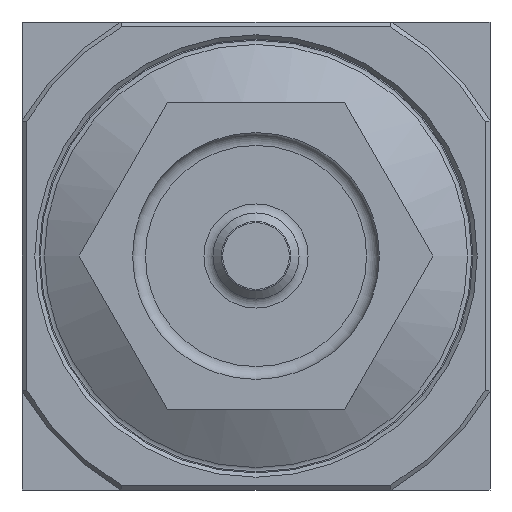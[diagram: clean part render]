
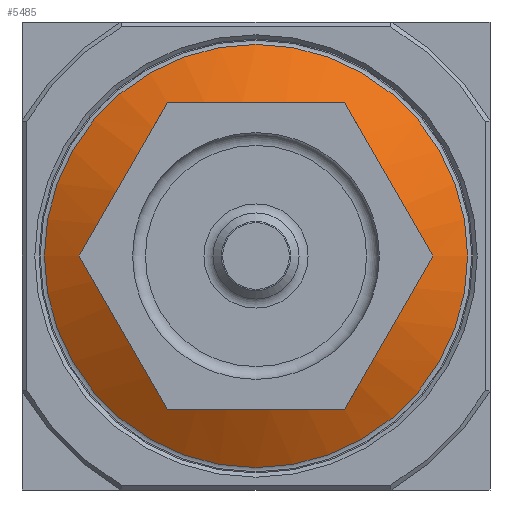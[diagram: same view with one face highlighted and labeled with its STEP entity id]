
A CAD part, front view. The second image highlights one B-rep face of the part: STEP entity #5485.
In plain terms, the highlighted conical face has half-angle 60 degrees and reference radius 24.869 mm.
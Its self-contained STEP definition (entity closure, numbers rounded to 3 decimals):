
#39=CONICAL_SURFACE('',#5900,24.869,1.047);
#756=CIRCLE('',#5901,24.869);
#1423=ORIENTED_EDGE('',*,*,#2398,.F.);
#1424=ORIENTED_EDGE('',*,*,#2399,.F.);
#1425=ORIENTED_EDGE('',*,*,#2400,.F.);
#1426=ORIENTED_EDGE('',*,*,#2401,.F.);
#1427=ORIENTED_EDGE('',*,*,#2402,.F.);
#1428=ORIENTED_EDGE('',*,*,#2403,.F.);
#1429=ORIENTED_EDGE('',*,*,#2404,.T.);
#2398=EDGE_CURVE('',#2861,#2862,#3110,.T.);
#2399=EDGE_CURVE('',#2863,#2861,#3111,.T.);
#2400=EDGE_CURVE('',#2864,#2863,#3112,.T.);
#2401=EDGE_CURVE('',#2865,#2864,#3113,.T.);
#2402=EDGE_CURVE('',#2866,#2865,#3114,.T.);
#2403=EDGE_CURVE('',#2862,#2866,#3115,.T.);
#2404=EDGE_CURVE('',#2867,#2867,#756,.T.);
#2861=VERTEX_POINT('',#8590);
#2862=VERTEX_POINT('',#8591);
#2863=VERTEX_POINT('',#8599);
#2864=VERTEX_POINT('',#8607);
#2865=VERTEX_POINT('',#8615);
#2866=VERTEX_POINT('',#8623);
#2867=VERTEX_POINT('',#8632);
#3110=B_SPLINE_CURVE_WITH_KNOTS('',3,(#8583,#8584,#8585,#8586,#8587,#8588,
#8589),.UNSPECIFIED.,.F.,.F.,(4,1,1,1,4),(0.,0.005,
0.01,0.016,0.021),.UNSPECIFIED.);
#3111=B_SPLINE_CURVE_WITH_KNOTS('',3,(#8592,#8593,#8594,#8595,#8596,#8597,
#8598),.UNSPECIFIED.,.F.,.F.,(4,1,1,1,4),(0.023,0.028,
0.034,0.039,0.044),.UNSPECIFIED.);
#3112=B_SPLINE_CURVE_WITH_KNOTS('',3,(#8600,#8601,#8602,#8603,#8604,#8605,
#8606),.UNSPECIFIED.,.F.,.F.,(4,1,1,1,4),(0.,0.005,
0.01,0.016,0.021),.UNSPECIFIED.);
#3113=B_SPLINE_CURVE_WITH_KNOTS('',3,(#8608,#8609,#8610,#8611,#8612,#8613,
#8614),.UNSPECIFIED.,.F.,.F.,(4,1,1,1,4),(0.,0.005,
0.01,0.016,0.021),.UNSPECIFIED.);
#3114=B_SPLINE_CURVE_WITH_KNOTS('',3,(#8616,#8617,#8618,#8619,#8620,#8621,
#8622),.UNSPECIFIED.,.F.,.F.,(4,1,1,1,4),(0.023,0.028,
0.034,0.039,0.044),.UNSPECIFIED.);
#3115=B_SPLINE_CURVE_WITH_KNOTS('',3,(#8624,#8625,#8626,#8627,#8628,#8629,
#8630),.UNSPECIFIED.,.F.,.F.,(4,1,1,1,4),(0.,0.005,
0.01,0.016,0.021),.UNSPECIFIED.);
#3244=EDGE_LOOP('',(#1423,#1424,#1425,#1426,#1427,#1428));
#3245=EDGE_LOOP('',(#1429));
#3564=FACE_BOUND('',#3244,.T.);
#3565=FACE_BOUND('',#3245,.T.);
#5485=ADVANCED_FACE('',(#3564,#3565),#39,.T.);
#5900=AXIS2_PLACEMENT_3D('',#8582,#6768,#6769);
#5901=AXIS2_PLACEMENT_3D('',#8631,#6770,#6771);
#6768=DIRECTION('',(0.,1.,0.));
#6769=DIRECTION('',(0.,0.,1.));
#6770=DIRECTION('',(0.,-1.,0.));
#6771=DIRECTION('',(0.,0.,-1.));
#8582=CARTESIAN_POINT('',(0.,-27.134,0.));
#8583=CARTESIAN_POINT('',(18.,-29.492,10.392));
#8584=CARTESIAN_POINT('',(16.53,-29.982,11.241));
#8585=CARTESIAN_POINT('',(13.573,-30.79,12.948));
#8586=CARTESIAN_POINT('',(9.025,-31.254,15.574));
#8587=CARTESIAN_POINT('',(4.431,-30.794,18.227));
#8588=CARTESIAN_POINT('',(1.471,-29.983,19.935));
#8589=CARTESIAN_POINT('',(0.,-29.492,20.785));
#8590=CARTESIAN_POINT('',(18.,-29.492,10.392));
#8591=CARTESIAN_POINT('',(0.,-29.492,20.785));
#8592=CARTESIAN_POINT('',(18.,-29.492,-10.392));
#8593=CARTESIAN_POINT('',(18.,-29.981,-8.7));
#8594=CARTESIAN_POINT('',(18.,-30.789,-5.294));
#8595=CARTESIAN_POINT('',(18.,-31.255,-0.001));
#8596=CARTESIAN_POINT('',(18.,-30.789,5.295));
#8597=CARTESIAN_POINT('',(18.,-29.981,8.701));
#8598=CARTESIAN_POINT('',(18.,-29.492,10.392));
#8599=CARTESIAN_POINT('',(18.,-29.492,-10.392));
#8600=CARTESIAN_POINT('',(0.,-29.492,-20.785));
#8601=CARTESIAN_POINT('',(1.47,-29.982,-19.936));
#8602=CARTESIAN_POINT('',(4.427,-30.79,-18.229));
#8603=CARTESIAN_POINT('',(8.975,-31.254,-15.603));
#8604=CARTESIAN_POINT('',(13.569,-30.794,-12.95));
#8605=CARTESIAN_POINT('',(16.529,-29.983,-11.242));
#8606=CARTESIAN_POINT('',(18.,-29.492,-10.392));
#8607=CARTESIAN_POINT('',(0.,-29.492,-20.785));
#8608=CARTESIAN_POINT('',(-18.,-29.492,-10.392));
#8609=CARTESIAN_POINT('',(-16.53,-29.982,-11.241));
#8610=CARTESIAN_POINT('',(-13.573,-30.79,-12.948));
#8611=CARTESIAN_POINT('',(-9.025,-31.254,-15.574));
#8612=CARTESIAN_POINT('',(-4.431,-30.794,-18.227));
#8613=CARTESIAN_POINT('',(-1.471,-29.983,-19.935));
#8614=CARTESIAN_POINT('',(0.,-29.492,-20.785));
#8615=CARTESIAN_POINT('',(-18.,-29.492,-10.392));
#8616=CARTESIAN_POINT('',(-18.,-29.492,10.392));
#8617=CARTESIAN_POINT('',(-18.,-29.981,8.7));
#8618=CARTESIAN_POINT('',(-18.,-30.789,5.294));
#8619=CARTESIAN_POINT('',(-18.,-31.255,0.001));
#8620=CARTESIAN_POINT('',(-18.,-30.789,-5.295));
#8621=CARTESIAN_POINT('',(-18.,-29.981,-8.701));
#8622=CARTESIAN_POINT('',(-18.,-29.492,-10.392));
#8623=CARTESIAN_POINT('',(-18.,-29.492,10.392));
#8624=CARTESIAN_POINT('',(0.,-29.492,20.785));
#8625=CARTESIAN_POINT('',(-1.47,-29.982,19.936));
#8626=CARTESIAN_POINT('',(-4.427,-30.79,18.229));
#8627=CARTESIAN_POINT('',(-8.975,-31.254,15.603));
#8628=CARTESIAN_POINT('',(-13.569,-30.794,12.95));
#8629=CARTESIAN_POINT('',(-16.529,-29.983,11.242));
#8630=CARTESIAN_POINT('',(-18.,-29.492,10.392));
#8631=CARTESIAN_POINT('',(0.,-27.134,0.));
#8632=CARTESIAN_POINT('',(0.,-27.134,-24.869));
